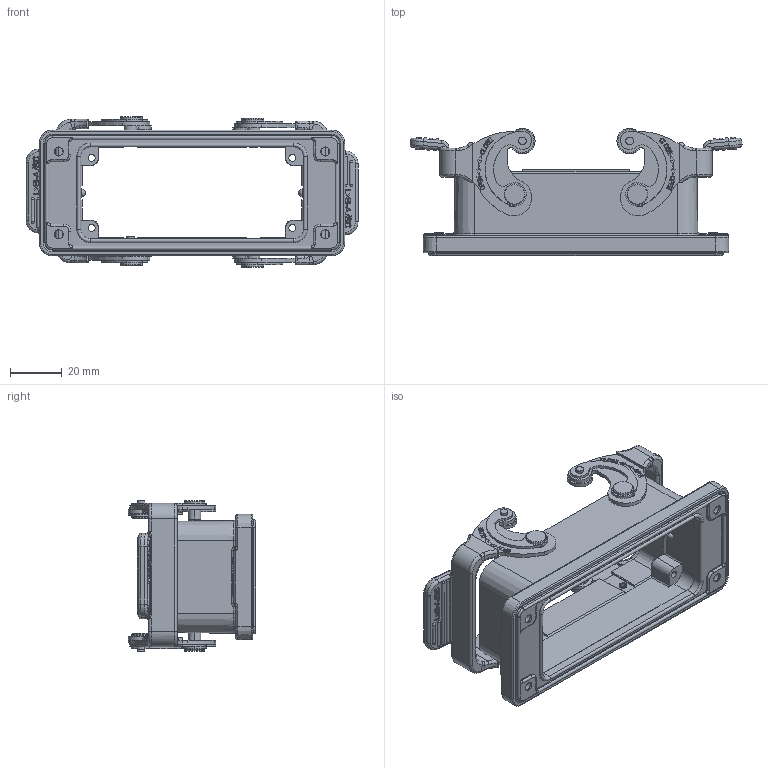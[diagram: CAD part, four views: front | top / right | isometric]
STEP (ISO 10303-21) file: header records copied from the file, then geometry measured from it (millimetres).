
FILE_DESCRIPTION((''),'2;1');
FILE_NAME('H16B-BK-X_21','2017-11-10T',('sy.ji'),(''),'PRO/ENGINEER BY PARAMETRIC TECHNOLOGY CORPORATION, 2014310','PRO/ENGINEER BY PARAMETRIC TECHNOLOGY CORPORATION, 2014310','');
FILE_SCHEMA(('CONFIG_CONTROL_DESIGN'));
Products named in the file (1): H16B-BK-X_21
Bounding box: 128.26 x 49.18 x 58.1 mm (x, y, z)
Volume: 57437.4 mm3; surface area: 42007.1 mm2
Topology: 5 solids, 17 shells, 1995 faces, 5464 edges, 3566 vertices
Faces by surface type: plane 895, cylinder 514, extrusion 174, torus 136, cone 116, bspline 84, sphere 76
Entity records: 75800 total; most frequent: CARTESIAN_POINT 19238, ORIENTED_EDGE 10804, DIRECTION 9694, EDGE_CURVE 5410, VERTEX_POINT 3566, AXIS2_PLACEMENT_3D 3302, VECTOR 3090, LINE 2916
